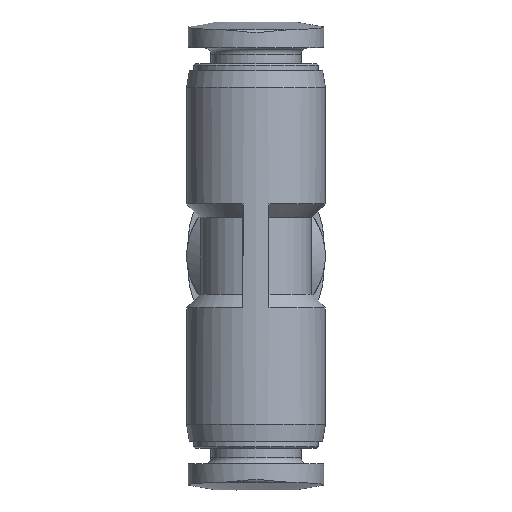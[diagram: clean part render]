
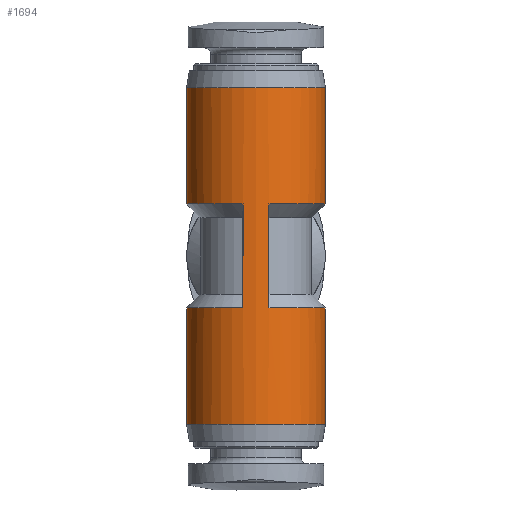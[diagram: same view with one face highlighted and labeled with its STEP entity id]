
A CAD part, left-side view. The second image highlights one B-rep face of the part: STEP entity #1694.
In plain terms, the highlighted cylindrical face has radius 4 mm (diameter 8 mm), a full revolution.
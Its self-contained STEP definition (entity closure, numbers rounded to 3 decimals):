
#74=ELLIPSE('',#1785,5.657,4.);
#75=ELLIPSE('',#1786,5.657,4.);
#76=ELLIPSE('',#1789,5.657,4.);
#77=ELLIPSE('',#1790,5.657,4.);
#82=LINE('',#2305,#104);
#83=LINE('',#2343,#105);
#104=VECTOR('',#1951,1000.);
#105=VECTOR('',#1960,1000.);
#127=B_SPLINE_CURVE_WITH_KNOTS('',3,(#2309,#2310,#2311,#2312),
 .UNSPECIFIED.,.F.,.F.,(4,4),(0.,0.001),
 .UNSPECIFIED.);
#128=B_SPLINE_CURVE_WITH_KNOTS('',3,(#2316,#2317,#2318,#2319,#2320,#2321,
#2322,#2323,#2324,#2325,#2326,#2327,#2328,#2329,#2330,#2331,#2332),
 .UNSPECIFIED.,.F.,.F.,(4,1,1,1,1,1,1,1,1,1,1,1,1,1,4),(0.001,
0.002,0.003,0.003,0.004,
0.005,0.006,0.007,0.009,
0.009,0.01,0.011,0.012,
0.012,0.013),.UNSPECIFIED.);
#129=B_SPLINE_CURVE_WITH_KNOTS('',3,(#2336,#2337,#2338,#2339),
 .UNSPECIFIED.,.F.,.F.,(4,4),(0.,0.001),
 .UNSPECIFIED.);
#130=B_SPLINE_CURVE_WITH_KNOTS('',3,(#2347,#2348,#2349,#2350),
 .UNSPECIFIED.,.F.,.F.,(4,4),(0.,0.001),
 .UNSPECIFIED.);
#131=B_SPLINE_CURVE_WITH_KNOTS('',3,(#2354,#2355,#2356,#2357,#2358,#2359,
#2360,#2361,#2362,#2363,#2364,#2365,#2366,#2367,#2368,#2369),
 .UNSPECIFIED.,.F.,.F.,(4,1,1,1,1,1,1,1,1,1,1,1,1,4),(0.008,
0.01,0.01,0.011,0.012,
0.013,0.014,0.016,0.016,
0.017,0.018,0.019,0.019,
0.02),.UNSPECIFIED.);
#132=B_SPLINE_CURVE_WITH_KNOTS('',3,(#2373,#2374,#2375,#2376),
 .UNSPECIFIED.,.F.,.F.,(4,4),(0.,0.001),
 .UNSPECIFIED.);
#180=ORIENTED_EDGE('',*,*,#484,.F.);
#181=ORIENTED_EDGE('',*,*,#485,.T.);
#182=ORIENTED_EDGE('',*,*,#486,.T.);
#183=ORIENTED_EDGE('',*,*,#487,.F.);
#184=ORIENTED_EDGE('',*,*,#488,.F.);
#185=ORIENTED_EDGE('',*,*,#489,.F.);
#186=ORIENTED_EDGE('',*,*,#490,.F.);
#187=ORIENTED_EDGE('',*,*,#491,.F.);
#188=ORIENTED_EDGE('',*,*,#492,.T.);
#189=ORIENTED_EDGE('',*,*,#493,.F.);
#190=ORIENTED_EDGE('',*,*,#494,.F.);
#191=ORIENTED_EDGE('',*,*,#495,.F.);
#192=ORIENTED_EDGE('',*,*,#496,.F.);
#193=ORIENTED_EDGE('',*,*,#497,.F.);
#194=ORIENTED_EDGE('',*,*,#498,.F.);
#195=ORIENTED_EDGE('',*,*,#499,.F.);
#196=ORIENTED_EDGE('',*,*,#500,.F.);
#197=ORIENTED_EDGE('',*,*,#501,.T.);
#484=EDGE_CURVE('',#636,#637,#755,.T.);
#485=EDGE_CURVE('',#636,#638,#82,.T.);
#486=EDGE_CURVE('',#638,#639,#756,.T.);
#487=EDGE_CURVE('',#640,#639,#127,.T.);
#488=EDGE_CURVE('',#641,#640,#74,.F.);
#489=EDGE_CURVE('',#642,#641,#128,.T.);
#490=EDGE_CURVE('',#643,#642,#75,.F.);
#491=EDGE_CURVE('',#644,#643,#129,.T.);
#492=EDGE_CURVE('',#644,#645,#757,.T.);
#493=EDGE_CURVE('',#646,#645,#83,.T.);
#494=EDGE_CURVE('',#647,#646,#758,.T.);
#495=EDGE_CURVE('',#648,#647,#130,.T.);
#496=EDGE_CURVE('',#649,#648,#76,.T.);
#497=EDGE_CURVE('',#650,#649,#131,.T.);
#498=EDGE_CURVE('',#651,#650,#77,.T.);
#499=EDGE_CURVE('',#637,#651,#132,.T.);
#500=EDGE_CURVE('',#652,#652,#759,.T.);
#501=EDGE_CURVE('',#653,#653,#760,.T.);
#636=VERTEX_POINT('',#2303);
#637=VERTEX_POINT('',#2304);
#638=VERTEX_POINT('',#2306);
#639=VERTEX_POINT('',#2308);
#640=VERTEX_POINT('',#2313);
#641=VERTEX_POINT('',#2315);
#642=VERTEX_POINT('',#2333);
#643=VERTEX_POINT('',#2335);
#644=VERTEX_POINT('',#2340);
#645=VERTEX_POINT('',#2342);
#646=VERTEX_POINT('',#2344);
#647=VERTEX_POINT('',#2346);
#648=VERTEX_POINT('',#2351);
#649=VERTEX_POINT('',#2353);
#650=VERTEX_POINT('',#2370);
#651=VERTEX_POINT('',#2372);
#652=VERTEX_POINT('',#2378);
#653=VERTEX_POINT('',#2380);
#755=CIRCLE('',#1783,4.);
#756=CIRCLE('',#1784,4.);
#757=CIRCLE('',#1787,4.);
#758=CIRCLE('',#1788,4.);
#759=CIRCLE('',#1791,4.);
#760=CIRCLE('',#1792,4.);
#827=EDGE_LOOP('',(#180,#181,#182,#183,#184,#185,#186,#187,#188,#189,#190,
#191,#192,#193,#194,#195));
#828=EDGE_LOOP('',(#196));
#829=EDGE_LOOP('',(#197));
#963=FACE_BOUND('',#827,.T.);
#964=FACE_BOUND('',#828,.T.);
#965=FACE_BOUND('',#829,.T.);
#1097=CYLINDRICAL_SURFACE('',#1782,4.);
#1694=ADVANCED_FACE('',(#963,#964,#965),#1097,.T.);
#1782=AXIS2_PLACEMENT_3D('',#2301,#1947,#1948);
#1783=AXIS2_PLACEMENT_3D('',#2302,#1949,#1950);
#1784=AXIS2_PLACEMENT_3D('',#2307,#1952,#1953);
#1785=AXIS2_PLACEMENT_3D('',#2314,#1954,#1955);
#1786=AXIS2_PLACEMENT_3D('',#2334,#1956,#1957);
#1787=AXIS2_PLACEMENT_3D('',#2341,#1958,#1959);
#1788=AXIS2_PLACEMENT_3D('',#2345,#1961,#1962);
#1789=AXIS2_PLACEMENT_3D('',#2352,#1963,#1964);
#1790=AXIS2_PLACEMENT_3D('',#2371,#1965,#1966);
#1791=AXIS2_PLACEMENT_3D('',#2377,#1967,#1968);
#1792=AXIS2_PLACEMENT_3D('',#2379,#1969,#1970);
#1947=DIRECTION('',(0.,0.,-1.));
#1948=DIRECTION('',(-1.,0.,0.));
#1949=DIRECTION('',(0.,0.,-1.));
#1950=DIRECTION('',(-1.,0.,0.));
#1951=DIRECTION('',(0.,0.,-1.));
#1952=DIRECTION('',(0.,0.,-1.));
#1953=DIRECTION('',(-1.,0.,0.));
#1954=DIRECTION('',(-0.707,0.,-0.707));
#1955=DIRECTION('',(0.707,0.,-0.707));
#1956=DIRECTION('',(-0.707,0.,-0.707));
#1957=DIRECTION('',(0.707,0.,-0.707));
#1958=DIRECTION('',(0.,0.,-1.));
#1959=DIRECTION('',(-1.,0.,0.));
#1960=DIRECTION('',(0.,0.,-1.));
#1961=DIRECTION('',(0.,0.,-1.));
#1962=DIRECTION('',(-1.,0.,0.));
#1963=DIRECTION('',(0.707,0.,-0.707));
#1964=DIRECTION('',(-0.707,0.,-0.707));
#1965=DIRECTION('',(0.707,0.,-0.707));
#1966=DIRECTION('',(-0.707,0.,-0.707));
#1967=DIRECTION('',(0.,0.,-1.));
#1968=DIRECTION('',(-1.,0.,0.));
#1969=DIRECTION('',(0.,0.,-1.));
#1970=DIRECTION('',(-1.,0.,0.));
#2301=CARTESIAN_POINT('',(0.,0.,-13.5));
#2302=CARTESIAN_POINT('',(0.,0.,3.));
#2303=CARTESIAN_POINT('',(-3.929,0.75,3.));
#2304=CARTESIAN_POINT('',(3.277,2.294,3.));
#2305=CARTESIAN_POINT('',(-3.929,0.75,3.));
#2306=CARTESIAN_POINT('',(-3.929,0.75,-3.));
#2307=CARTESIAN_POINT('',(0.,0.,-3.));
#2308=CARTESIAN_POINT('',(3.277,2.294,-3.));
#2309=CARTESIAN_POINT('',(3.5,1.936,-3.5));
#2310=CARTESIAN_POINT('',(3.427,2.069,-3.343));
#2311=CARTESIAN_POINT('',(3.351,2.187,-3.176));
#2312=CARTESIAN_POINT('',(3.277,2.294,-3.));
#2313=CARTESIAN_POINT('',(3.5,1.936,-3.5));
#2314=CARTESIAN_POINT('',(0.,0.,0.));
#2315=CARTESIAN_POINT('',(3.838,1.126,-3.838));
#2316=CARTESIAN_POINT('',(3.838,-1.126,-3.838));
#2317=CARTESIAN_POINT('',(3.771,-1.356,-3.906));
#2318=CARTESIAN_POINT('',(3.597,-1.791,-4.094));
#2319=CARTESIAN_POINT('',(3.295,-2.282,-4.599));
#2320=CARTESIAN_POINT('',(3.115,-2.508,-5.314));
#2321=CARTESIAN_POINT('',(3.185,-2.426,-6.086));
#2322=CARTESIAN_POINT('',(3.454,-2.046,-6.703));
#2323=CARTESIAN_POINT('',(3.848,-1.256,-7.206));
#2324=CARTESIAN_POINT('',(4.1,-0.001,-7.376));
#2325=CARTESIAN_POINT('',(3.852,1.243,-7.21));
#2326=CARTESIAN_POINT('',(3.457,2.04,-6.71));
#2327=CARTESIAN_POINT('',(3.187,2.422,-6.094));
#2328=CARTESIAN_POINT('',(3.114,2.51,-5.328));
#2329=CARTESIAN_POINT('',(3.293,2.285,-4.602));
#2330=CARTESIAN_POINT('',(3.596,1.793,-4.095));
#2331=CARTESIAN_POINT('',(3.771,1.356,-3.906));
#2332=CARTESIAN_POINT('',(3.838,1.126,-3.838));
#2333=CARTESIAN_POINT('',(3.838,-1.126,-3.838));
#2334=CARTESIAN_POINT('',(0.,0.,0.));
#2335=CARTESIAN_POINT('',(3.5,-1.936,-3.5));
#2336=CARTESIAN_POINT('',(3.277,-2.294,-3.));
#2337=CARTESIAN_POINT('',(3.351,-2.187,-3.176));
#2338=CARTESIAN_POINT('',(3.427,-2.069,-3.343));
#2339=CARTESIAN_POINT('',(3.5,-1.936,-3.5));
#2340=CARTESIAN_POINT('',(3.277,-2.294,-3.));
#2341=CARTESIAN_POINT('',(0.,0.,-3.));
#2342=CARTESIAN_POINT('',(-3.929,-0.75,-3.));
#2343=CARTESIAN_POINT('',(-3.929,-0.75,3.));
#2344=CARTESIAN_POINT('',(-3.929,-0.75,3.));
#2345=CARTESIAN_POINT('',(0.,0.,3.));
#2346=CARTESIAN_POINT('',(3.277,-2.294,3.));
#2347=CARTESIAN_POINT('',(3.5,-1.936,3.5));
#2348=CARTESIAN_POINT('',(3.427,-2.069,3.343));
#2349=CARTESIAN_POINT('',(3.351,-2.187,3.176));
#2350=CARTESIAN_POINT('',(3.277,-2.294,3.));
#2351=CARTESIAN_POINT('',(3.5,-1.936,3.5));
#2352=CARTESIAN_POINT('',(0.,0.,0.));
#2353=CARTESIAN_POINT('',(3.838,-1.126,3.838));
#2354=CARTESIAN_POINT('',(3.838,1.126,3.838));
#2355=CARTESIAN_POINT('',(3.704,1.582,3.972));
#2356=CARTESIAN_POINT('',(3.358,2.208,4.357));
#2357=CARTESIAN_POINT('',(3.114,2.509,5.321));
#2358=CARTESIAN_POINT('',(3.186,2.424,6.09));
#2359=CARTESIAN_POINT('',(3.456,2.042,6.707));
#2360=CARTESIAN_POINT('',(3.852,1.247,7.209));
#2361=CARTESIAN_POINT('',(4.1,-0.008,7.376));
#2362=CARTESIAN_POINT('',(3.849,-1.254,7.207));
#2363=CARTESIAN_POINT('',(3.454,-2.045,6.703));
#2364=CARTESIAN_POINT('',(3.186,-2.423,6.092));
#2365=CARTESIAN_POINT('',(3.114,-2.509,5.322));
#2366=CARTESIAN_POINT('',(3.293,-2.285,4.602));
#2367=CARTESIAN_POINT('',(3.597,-1.791,4.094));
#2368=CARTESIAN_POINT('',(3.771,-1.356,3.906));
#2369=CARTESIAN_POINT('',(3.838,-1.126,3.838));
#2370=CARTESIAN_POINT('',(3.838,1.126,3.838));
#2371=CARTESIAN_POINT('',(0.,0.,0.));
#2372=CARTESIAN_POINT('',(3.5,1.936,3.5));
#2373=CARTESIAN_POINT('',(3.277,2.294,3.));
#2374=CARTESIAN_POINT('',(3.351,2.187,3.176));
#2375=CARTESIAN_POINT('',(3.427,2.069,3.343));
#2376=CARTESIAN_POINT('',(3.5,1.936,3.5));
#2377=CARTESIAN_POINT('',(0.,0.,-9.7));
#2378=CARTESIAN_POINT('',(-4.,0.,-9.7));
#2379=CARTESIAN_POINT('',(0.,0.,9.7));
#2380=CARTESIAN_POINT('',(-4.,0.,9.7));
